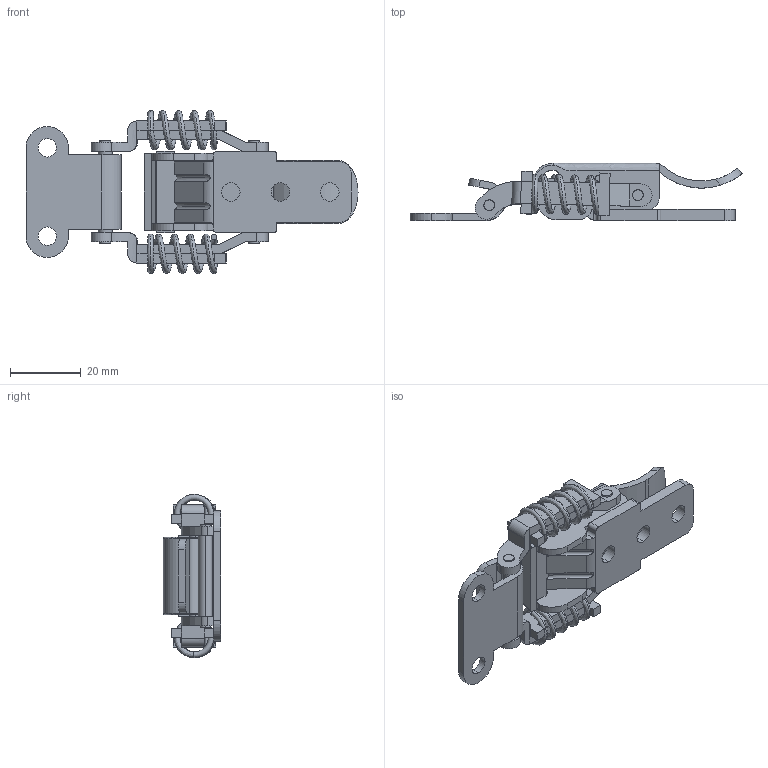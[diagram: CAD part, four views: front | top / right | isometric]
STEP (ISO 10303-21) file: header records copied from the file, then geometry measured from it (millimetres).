
FILE_DESCRIPTION (( 'STEP AP203' ), '1' );
FILE_NAME ('C-7-1_.STEP', '2006-06-06T09:38:01', ( ' ' ), ( ' ' ), 'SwSTEP 2.0', 'SolidWorks 2005204', '' );
FILE_SCHEMA (( 'CONFIG_CONTROL_DESIGN' ));
Length unit declared in the file: millimetre
Products named in the file (10): C-7-1圧縮コイルバネ_ﾃﾞﾌｫﾙﾄ; C-7-1_; C-7-1杮懱B_岞_棉太倌; C-7-1杮懱俙_岞_棉太倌; C-7-1傾乕儉B_岞_棉太倌; C-7-1傾乕儉_棉太倌; C-7-1僔儍僼僩_棉太倌; C-7-1傾乕儉俙-2_岞_棉太倌; C-7-1傾乕儉俙-1_岞_棉太倌; C-7-1庴嵗_岞_棉太倌
Assembly tree (12 placements, depth 3):
  C-7-1_
    C-7-1僔儍僼僩_棉太倌
    C-7-1杮懱B_岞_棉太倌
    C-7-1圧縮コイルバネ_ﾃﾞﾌｫﾙﾄ  x2
    C-7-1傾乕儉B_岞_棉太倌  x2
    C-7-1杮懱俙_岞_棉太倌
    C-7-1傾乕儉_棉太倌
      C-7-1傾乕儉俙-2_岞_棉太倌
      C-7-1傾乕儉俙-1_岞_棉太倌
      C-7-1僔儍僼僩_棉太倌
    C-7-1庴嵗_岞_棉太倌
Bounding box: 93.97 x 16.2 x 46.2 mm (x, y, z)
Volume: 13486.9 mm3; surface area: 15308.1 mm2
Topology: 11 solids, 11 shells, 245 faces, 637 edges, 418 vertices
Faces by surface type: plane 120, cylinder 95, bspline 20, torus 10
Entity records: 12390 total; most frequent: CARTESIAN_POINT 6031, ORIENTED_EDGE 1114, DIRECTION 1068, EDGE_CURVE 557, AXIS2_PLACEMENT_3D 377, VERTEX_POINT 366, VECTOR 314, LINE 314
